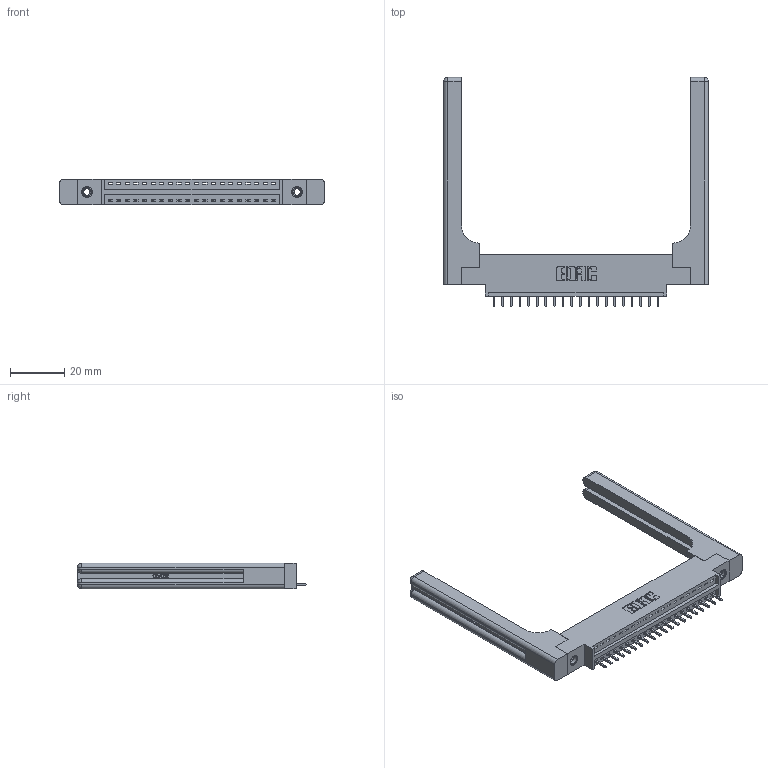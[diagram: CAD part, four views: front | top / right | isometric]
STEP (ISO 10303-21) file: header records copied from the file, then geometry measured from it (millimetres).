
FILE_DESCRIPTION (( 'STEP AP203' ), '1' );
FILE_NAME ('346-020-521-658.STEP', '2022-05-05T16:27:07', ( '' ), ( '' ), 'SwSTEP 2.0', 'SolidWorks 2020', '' );
FILE_SCHEMA (( 'CONFIG_CONTROL_DESIGN' ));
Length unit declared in the file: inch
Products named in the file (5): 346-220-058_345-220-058; 345-292-001_345-293-121; 345-250-001_345-250-001-102; 346 Part_0.170 Offset - 0.156 Dia-TH; 346-020-521-658
Assembly tree (25 placements, depth 2):
  346-020-521-658
    346 Part_0.170 Offset - 0.156 Dia-TH
    345-292-001_345-293-121  x20
    345-250-001_345-250-001-102  x2
    346-220-058_345-220-058  x2
Bounding box: 97.56 x 84.33 x 9.4 mm (x, y, z)
Volume: 16476 mm3; surface area: 16094.3 mm2
Topology: 25 solids, 25 shells, 1556 faces, 4563 edges, 2994 vertices
Faces by surface type: plane 1042, cylinder 454, bspline 36, cone 12, sphere 8, torus 4
Entity records: 21122 total; most frequent: CARTESIAN_POINT 4611, ORIENTED_EDGE 3360, DIRECTION 3024, EDGE_CURVE 1680, LINE 1376, VECTOR 1376, VERTEX_POINT 1110, AXIS2_PLACEMENT_3D 824
